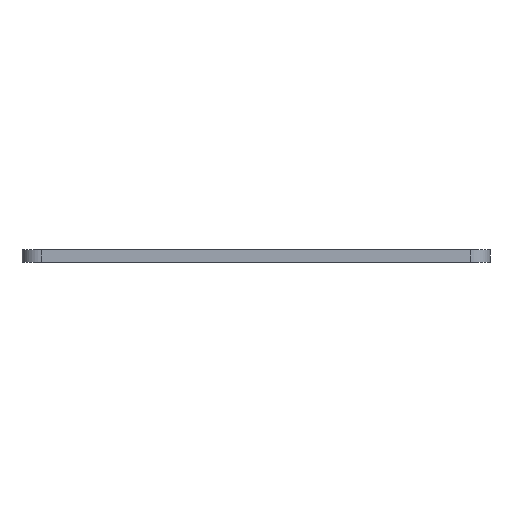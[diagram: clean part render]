
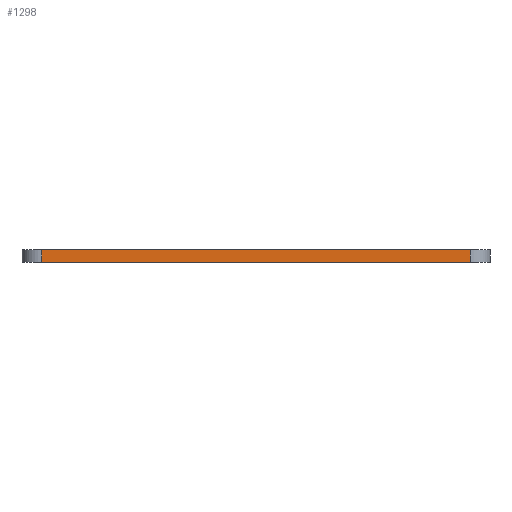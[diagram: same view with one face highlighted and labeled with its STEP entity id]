
A CAD part, front view. The second image highlights one B-rep face of the part: STEP entity #1298.
In plain terms, the highlighted planar face has unit normal (0, -1, 0).
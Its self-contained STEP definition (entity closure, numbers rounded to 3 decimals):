
#123=FACE_OUTER_BOUND('',#184,.T.);
#184=EDGE_LOOP('',(#1055,#1056,#1057,#1058));
#369=LINE('',#2055,#532);
#370=LINE('',#2058,#533);
#371=LINE('',#2060,#534);
#372=LINE('',#2061,#535);
#532=VECTOR('',#1688,10.);
#533=VECTOR('',#1691,10.);
#534=VECTOR('',#1692,10.);
#535=VECTOR('',#1693,10.);
#650=VERTEX_POINT('',#2051);
#651=VERTEX_POINT('',#2053);
#652=VERTEX_POINT('',#2057);
#653=VERTEX_POINT('',#2059);
#823=EDGE_CURVE('',#650,#651,#369,.T.);
#824=EDGE_CURVE('',#652,#650,#370,.T.);
#825=EDGE_CURVE('',#653,#651,#371,.T.);
#826=EDGE_CURVE('',#652,#653,#372,.T.);
#1055=ORIENTED_EDGE('',*,*,#824,.T.);
#1056=ORIENTED_EDGE('',*,*,#823,.T.);
#1057=ORIENTED_EDGE('',*,*,#825,.F.);
#1058=ORIENTED_EDGE('',*,*,#826,.F.);
#1239=PLANE('',#1385);
#1298=ADVANCED_FACE('',(#123),#1239,.T.);
#1385=AXIS2_PLACEMENT_3D('',#2056,#1689,#1690);
#1688=DIRECTION('',(0.,0.,1.));
#1689=DIRECTION('center_axis',(0.,-1.,0.));
#1690=DIRECTION('ref_axis',(1.,0.,0.));
#1691=DIRECTION('',(1.,0.,0.));
#1692=DIRECTION('',(1.,0.,0.));
#1693=DIRECTION('',(0.,0.,1.));
#2051=CARTESIAN_POINT('',(57.15,0.,0.));
#2053=CARTESIAN_POINT('',(57.15,0.,1.57));
#2055=CARTESIAN_POINT('',(57.15,0.,0.));
#2056=CARTESIAN_POINT('Origin',(2.54,0.,0.));
#2057=CARTESIAN_POINT('',(2.54,0.,0.));
#2058=CARTESIAN_POINT('',(2.54,0.,0.));
#2059=CARTESIAN_POINT('',(2.54,0.,1.57));
#2060=CARTESIAN_POINT('',(2.54,0.,1.57));
#2061=CARTESIAN_POINT('',(2.54,0.,0.));
